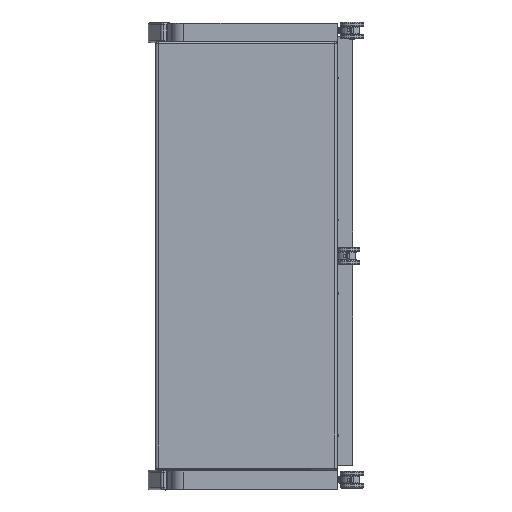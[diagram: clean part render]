
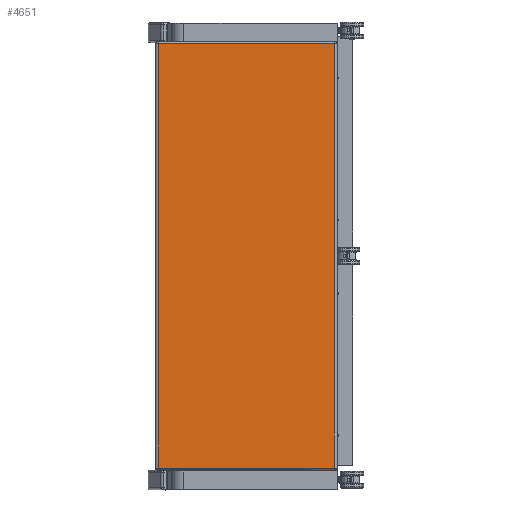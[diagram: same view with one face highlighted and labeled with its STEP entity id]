
A CAD part, left-side view. The second image highlights one B-rep face of the part: STEP entity #4651.
In plain terms, the highlighted face is planar.
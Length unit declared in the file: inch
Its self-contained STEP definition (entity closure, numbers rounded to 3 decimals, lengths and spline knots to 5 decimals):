
#477=PLANE('',#5175);
#623=FACE_OUTER_BOUND('',#929,.T.);
#929=EDGE_LOOP('',(#3410,#3411,#3412,#3413));
#1284=LINE('',#7358,#1612);
#1291=LINE('',#7408,#1619);
#1302=LINE('',#7444,#1630);
#1307=LINE('',#7457,#1635);
#1612=VECTOR('',#5827,0.3937);
#1619=VECTOR('',#5864,0.3937);
#1630=VECTOR('',#5903,26.5);
#1635=VECTOR('',#5920,0.3937);
#2182=VERTEX_POINT('',#7350);
#2184=VERTEX_POINT('',#7356);
#2194=VERTEX_POINT('',#7406);
#2205=VERTEX_POINT('',#7443);
#2630=EDGE_CURVE('',#2184,#2182,#1284,.T.);
#2648=EDGE_CURVE('',#2194,#2184,#1291,.T.);
#2665=EDGE_CURVE('',#2182,#2205,#1302,.T.);
#2672=EDGE_CURVE('',#2205,#2194,#1307,.T.);
#3410=ORIENTED_EDGE('',*,*,#2630,.F.);
#3411=ORIENTED_EDGE('',*,*,#2648,.F.);
#3412=ORIENTED_EDGE('',*,*,#2672,.F.);
#3413=ORIENTED_EDGE('',*,*,#2665,.F.);
#4651=ADVANCED_FACE('',(#623),#477,.T.);
#5175=AXIS2_PLACEMENT_3D('',#7456,#5918,#5919);
#5827=DIRECTION('',(-1.,0.,0.));
#5864=DIRECTION('',(0.,0.,-1.));
#5903=DIRECTION('',(0.,0.,1.));
#5918=DIRECTION('center_axis',(0.,-1.,0.));
#5919=DIRECTION('ref_axis',(0.,0.,-1.));
#5920=DIRECTION('',(1.,0.,0.));
#7350=CARTESIAN_POINT('',(20.0282,18.44801,3.15625));
#7356=CARTESIAN_POINT('',(42.2782,18.44801,3.15625));
#7358=CARTESIAN_POINT('',(35.46724,18.44801,3.15625));
#7406=CARTESIAN_POINT('',(42.2782,18.44801,56.75));
#7408=CARTESIAN_POINT('',(42.2782,18.44801,30.));
#7443=CARTESIAN_POINT('',(20.0282,18.44801,56.75));
#7444=CARTESIAN_POINT('',(20.0282,18.44801,30.25));
#7456=CARTESIAN_POINT('Origin',(40.7782,18.44801,30.));
#7457=CARTESIAN_POINT('',(35.3303,18.44801,56.75));
